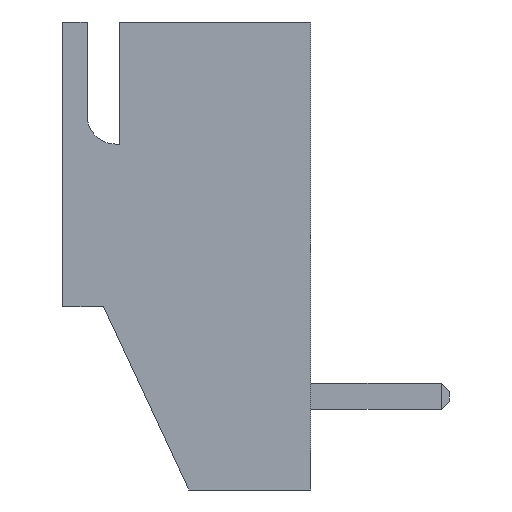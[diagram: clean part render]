
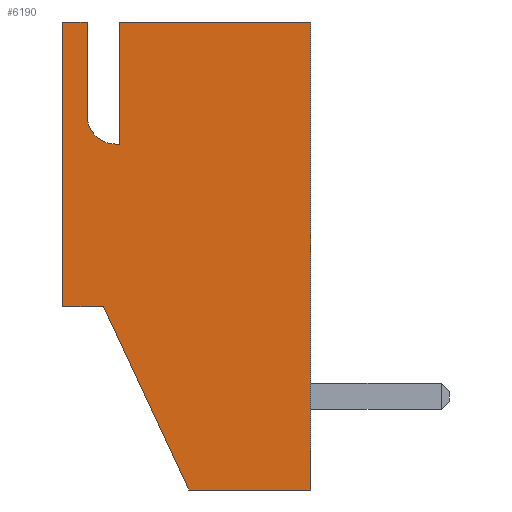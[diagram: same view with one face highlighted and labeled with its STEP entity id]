
A CAD part, left-side view. The second image highlights one B-rep face of the part: STEP entity #6190.
In plain terms, the highlighted planar face has unit normal (-1, 0, 0).
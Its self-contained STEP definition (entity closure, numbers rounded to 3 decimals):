
#74=CIRCLE('',#6572,0.7);
#186=FACE_OUTER_BOUND('',#544,.T.);
#544=EDGE_LOOP('',(#4253,#4254,#4255,#4256,#4257,#4258,#4259,#4260,#4261,
#4262,#4263));
#968=LINE('',#8789,#1806);
#972=LINE('',#8797,#1810);
#974=LINE('',#8802,#1812);
#982=LINE('',#8819,#1820);
#999=LINE('',#8856,#1837);
#1032=LINE('',#8927,#1870);
#1036=LINE('',#8937,#1874);
#1037=LINE('',#8939,#1875);
#1038=LINE('',#8941,#1876);
#1039=LINE('',#8942,#1877);
#1806=VECTOR('',#7052,10.);
#1810=VECTOR('',#7060,10.);
#1812=VECTOR('',#7064,10.);
#1820=VECTOR('',#7076,10.);
#1837=VECTOR('',#7115,10.);
#1870=VECTOR('',#7170,10.);
#1874=VECTOR('',#7182,10.);
#1875=VECTOR('',#7185,10.);
#1876=VECTOR('',#7186,10.);
#1877=VECTOR('',#7187,10.);
#2643=VERTEX_POINT('',#8786);
#2644=VERTEX_POINT('',#8788);
#2646=VERTEX_POINT('',#8796);
#2647=VERTEX_POINT('',#8800);
#2648=VERTEX_POINT('',#8801);
#2655=VERTEX_POINT('',#8818);
#2664=VERTEX_POINT('',#8855);
#2690=VERTEX_POINT('',#8924);
#2691=VERTEX_POINT('',#8926);
#2693=VERTEX_POINT('',#8932);
#2694=VERTEX_POINT('',#8940);
#3216=EDGE_CURVE('',#2644,#2643,#968,.T.);
#3220=EDGE_CURVE('',#2646,#2644,#972,.T.);
#3222=EDGE_CURVE('',#2647,#2648,#974,.T.);
#3230=EDGE_CURVE('',#2648,#2655,#982,.T.);
#3249=EDGE_CURVE('',#2664,#2646,#999,.T.);
#3284=EDGE_CURVE('',#2691,#2690,#1032,.T.);
#3287=EDGE_CURVE('',#2693,#2664,#74,.T.);
#3290=EDGE_CURVE('',#2690,#2693,#1036,.T.);
#3291=EDGE_CURVE('',#2643,#2647,#1037,.T.);
#3292=EDGE_CURVE('',#2655,#2694,#1038,.T.);
#3293=EDGE_CURVE('',#2694,#2691,#1039,.T.);
#4253=ORIENTED_EDGE('',*,*,#3284,.T.);
#4254=ORIENTED_EDGE('',*,*,#3290,.T.);
#4255=ORIENTED_EDGE('',*,*,#3287,.T.);
#4256=ORIENTED_EDGE('',*,*,#3249,.T.);
#4257=ORIENTED_EDGE('',*,*,#3220,.T.);
#4258=ORIENTED_EDGE('',*,*,#3216,.T.);
#4259=ORIENTED_EDGE('',*,*,#3291,.T.);
#4260=ORIENTED_EDGE('',*,*,#3222,.T.);
#4261=ORIENTED_EDGE('',*,*,#3230,.T.);
#4262=ORIENTED_EDGE('',*,*,#3292,.T.);
#4263=ORIENTED_EDGE('',*,*,#3293,.T.);
#5856=PLANE('',#6574);
#6190=ADVANCED_FACE('',(#186),#5856,.T.);
#6572=AXIS2_PLACEMENT_3D('',#8933,#7176,#7177);
#6574=AXIS2_PLACEMENT_3D('',#8938,#7183,#7184);
#7052=DIRECTION('',(0.,0.,-1.));
#7060=DIRECTION('',(0.,1.,0.));
#7064=DIRECTION('',(0.,-0.423,-0.906));
#7076=DIRECTION('',(0.,-1.,0.));
#7115=DIRECTION('',(0.,0.,1.));
#7170=DIRECTION('',(0.,0.,-1.));
#7176=DIRECTION('center_axis',(1.,0.,0.));
#7177=DIRECTION('ref_axis',(0.,0.,-1.));
#7182=DIRECTION('',(0.,1.,0.));
#7183=DIRECTION('center_axis',(-1.,0.,0.));
#7184=DIRECTION('ref_axis',(0.,0.,1.));
#7185=DIRECTION('',(0.,-1.,0.));
#7186=DIRECTION('',(0.,0.,1.));
#7187=DIRECTION('',(0.,1.,0.));
#8786=CARTESIAN_POINT('',(-16.2,6.1,-7.));
#8788=CARTESIAN_POINT('',(-16.2,6.1,0.));
#8789=CARTESIAN_POINT('',(-16.2,6.1,0.));
#8796=CARTESIAN_POINT('',(-16.2,5.5,0.));
#8797=CARTESIAN_POINT('',(-16.2,0.,0.));
#8800=CARTESIAN_POINT('',(-16.2,5.1,-7.));
#8801=CARTESIAN_POINT('',(-16.2,3.,-11.5));
#8802=CARTESIAN_POINT('',(-16.2,5.1,-7.));
#8818=CARTESIAN_POINT('',(-16.2,0.,-11.5));
#8819=CARTESIAN_POINT('',(-16.2,3.,-11.5));
#8855=CARTESIAN_POINT('',(-16.2,5.5,-2.3));
#8856=CARTESIAN_POINT('',(-16.2,5.5,-5.25));
#8924=CARTESIAN_POINT('',(-16.2,4.7,-3.));
#8926=CARTESIAN_POINT('',(-16.2,4.7,0.));
#8927=CARTESIAN_POINT('',(-16.2,4.7,-3.25));
#8932=CARTESIAN_POINT('',(-16.2,4.8,-3.));
#8933=CARTESIAN_POINT('Origin',(-16.2,4.8,-2.3));
#8937=CARTESIAN_POINT('',(-16.2,3.925,-3.));
#8938=CARTESIAN_POINT('Origin',(-16.2,3.05,-3.5));
#8939=CARTESIAN_POINT('',(-16.2,6.1,-7.));
#8940=CARTESIAN_POINT('',(-16.2,0.,0.));
#8941=CARTESIAN_POINT('',(-16.2,0.,-11.5));
#8942=CARTESIAN_POINT('',(-16.2,0.,0.));
